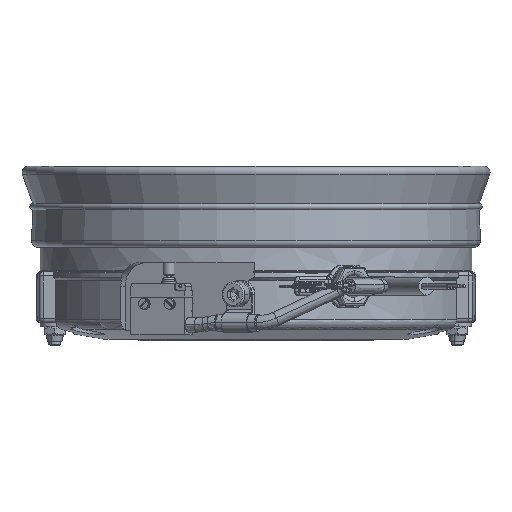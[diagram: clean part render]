
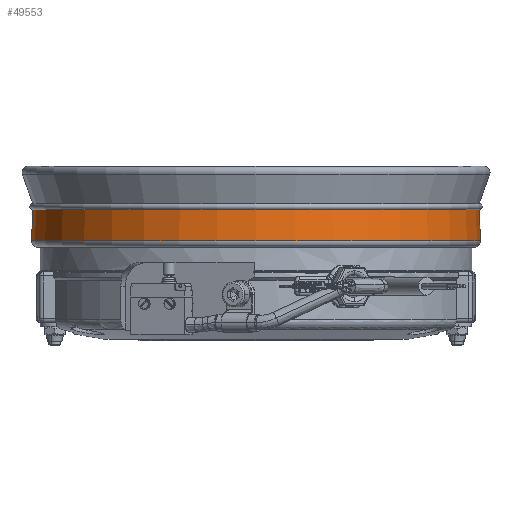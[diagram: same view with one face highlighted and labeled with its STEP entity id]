
A CAD part, front view. The second image highlights one B-rep face of the part: STEP entity #49553.
In plain terms, the highlighted conical face has half-angle 2.246 degrees and reference radius 76.418 mm.
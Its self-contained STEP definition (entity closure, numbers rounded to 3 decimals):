
#1715 = DIRECTION ( 'NONE',  ( -0.039, 0., 0.999 ) ) ;
#6694 = CARTESIAN_POINT ( 'NONE',  ( -76., 0., -10.75 ) ) ;
#10445 = ORIENTED_EDGE ( 'NONE', *, *, #34939, .T. ) ;
#11664 = VERTEX_POINT ( 'NONE', #6694 ) ;
#12961 = EDGE_CURVE ( 'NONE', #11664, #48086, #31417, .T. ) ;
#15027 = CARTESIAN_POINT ( 'NONE',  ( 76., 0., -10.75 ) ) ;
#16458 = DIRECTION ( 'NONE',  ( 0.039, 0., 0.999 ) ) ;
#23355 = VERTEX_POINT ( 'NONE', #23762 ) ;
#23762 = CARTESIAN_POINT ( 'NONE',  ( 76.418, 0., -0.078 ) ) ;
#25967 = EDGE_CURVE ( 'NONE', #11664, #40307, #32105, .T. ) ;
#26026 = DIRECTION ( 'NONE',  ( 0., 0., 1. ) ) ;
#28034 = FACE_OUTER_BOUND ( 'NONE', #76967, .T. ) ;
#28489 = CARTESIAN_POINT ( 'NONE',  ( 0., 0., -0.078 ) ) ;
#31417 = CIRCLE ( 'NONE', #76793, 76. ) ;
#32105 = LINE ( 'NONE', #39029, #59820 ) ;
#32903 = DIRECTION ( 'NONE',  ( 1., 0., 0. ) ) ;
#34939 = EDGE_CURVE ( 'NONE', #48086, #23355, #82154, .T. ) ;
#39029 = CARTESIAN_POINT ( 'NONE',  ( -76.418, 0., -0.078 ) ) ;
#39856 = CARTESIAN_POINT ( 'NONE',  ( -76.418, 0., -0.078 ) ) ;
#40307 = VERTEX_POINT ( 'NONE', #39856 ) ;
#40912 = ORIENTED_EDGE ( 'NONE', *, *, #12961, .T. ) ;
#45205 = ORIENTED_EDGE ( 'NONE', *, *, #25967, .F. ) ;
#45422 = CARTESIAN_POINT ( 'NONE',  ( 76.418, 0., -0.078 ) ) ;
#46753 = AXIS2_PLACEMENT_3D ( 'NONE', #73554, #66217, #81945 ) ;
#48086 = VERTEX_POINT ( 'NONE', #15027 ) ;
#49553 = ADVANCED_FACE ( 'NONE', ( #28034 ), #51410, .T. ) ;
#51410 = CONICAL_SURFACE ( 'NONE', #46753, 76.418, 0.039 ) ;
#52850 = CIRCLE ( 'NONE', #95128, 76.418 ) ;
#59820 = VECTOR ( 'NONE', #1715, 1000. ) ;
#66217 = DIRECTION ( 'NONE',  ( 0., 0., 1. ) ) ;
#73554 = CARTESIAN_POINT ( 'NONE',  ( 0., 0., -0.078 ) ) ;
#76793 = AXIS2_PLACEMENT_3D ( 'NONE', #91768, #26026, #32903 ) ;
#76967 = EDGE_LOOP ( 'NONE', ( #45205, #40912, #10445, #80959 ) ) ;
#80959 = ORIENTED_EDGE ( 'NONE', *, *, #85668, .F. ) ;
#81945 = DIRECTION ( 'NONE',  ( 1., 0., 0. ) ) ;
#82154 = LINE ( 'NONE', #45422, #85320 ) ;
#85320 = VECTOR ( 'NONE', #16458, 1000. ) ;
#85668 = EDGE_CURVE ( 'NONE', #40307, #23355, #52850, .T. ) ;
#86358 = DIRECTION ( 'NONE',  ( 1., 0., 0. ) ) ;
#91768 = CARTESIAN_POINT ( 'NONE',  ( 0., 0., -10.75 ) ) ;
#94223 = DIRECTION ( 'NONE',  ( 0., 0., 1. ) ) ;
#95128 = AXIS2_PLACEMENT_3D ( 'NONE', #28489, #94223, #86358 ) ;
